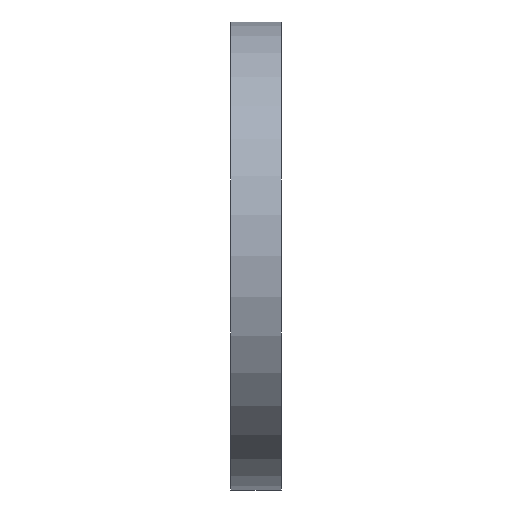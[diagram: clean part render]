
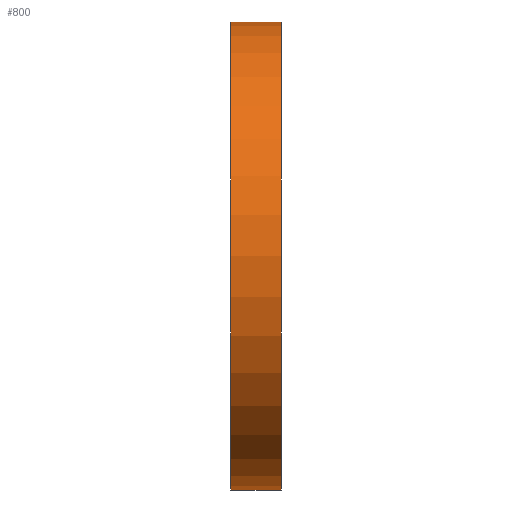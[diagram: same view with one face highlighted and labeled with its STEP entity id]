
A CAD part, front view. The second image highlights one B-rep face of the part: STEP entity #800.
In plain terms, the highlighted cylindrical face has radius 44.45 mm (diameter 88.9 mm), a partial arc.
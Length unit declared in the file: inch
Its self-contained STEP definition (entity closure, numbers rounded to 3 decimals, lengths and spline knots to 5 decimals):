
#14 = CARTESIAN_POINT ( 'NONE',  ( 0.07874, 0., -1.75 ) ) ;
#62 = CARTESIAN_POINT ( 'NONE',  ( 0.07874, 0., 0. ) ) ;
#74 = DIRECTION ( 'NONE',  ( 0., 0., 1. ) ) ;
#77 = ORIENTED_EDGE ( 'NONE', *, *, #873, .T. ) ;
#131 = CARTESIAN_POINT ( 'NONE',  ( 0.07874, 0., 1.75 ) ) ;
#157 = EDGE_LOOP ( 'NONE', ( #217, #864, #77, #331 ) ) ;
#185 = DIRECTION ( 'NONE',  ( 1., 0., 0. ) ) ;
#217 = ORIENTED_EDGE ( 'NONE', *, *, #355, .F. ) ;
#257 = AXIS2_PLACEMENT_3D ( 'NONE', #62, #430, #422 ) ;
#272 = LINE ( 'NONE', #14, #592 ) ;
#325 = VERTEX_POINT ( 'NONE', #944 ) ;
#331 = ORIENTED_EDGE ( 'NONE', *, *, #512, .T. ) ;
#355 = EDGE_CURVE ( 'NONE', #325, #389, #467, .T. ) ;
#363 = CIRCLE ( 'NONE', #453, 1.75 ) ;
#383 = AXIS2_PLACEMENT_3D ( 'NONE', #622, #696, #1028 ) ;
#389 = VERTEX_POINT ( 'NONE', #991 ) ;
#422 = DIRECTION ( 'NONE',  ( 0., 0., -1. ) ) ;
#430 = DIRECTION ( 'NONE',  ( 1., 0., 0. ) ) ;
#453 = AXIS2_PLACEMENT_3D ( 'NONE', #1083, #662, #74 ) ;
#467 = LINE ( 'NONE', #131, #939 ) ;
#481 = CYLINDRICAL_SURFACE ( 'NONE', #257, 1.75 ) ;
#512 = EDGE_CURVE ( 'NONE', #795, #389, #363, .T. ) ;
#592 = VECTOR ( 'NONE', #185, 39.37008 ) ;
#622 = CARTESIAN_POINT ( 'NONE',  ( 0.29626, 0., 0. ) ) ;
#662 = DIRECTION ( 'NONE',  ( -1., 0., 0. ) ) ;
#696 = DIRECTION ( 'NONE',  ( 1., 0., 0. ) ) ;
#795 = VERTEX_POINT ( 'NONE', #818 ) ;
#800 = ADVANCED_FACE ( 'NONE', ( #902 ), #481, .T. ) ;
#818 = CARTESIAN_POINT ( 'NONE',  ( 0.67126, 0., -1.75 ) ) ;
#852 = EDGE_CURVE ( 'NONE', #325, #921, #853, .T. ) ;
#853 = CIRCLE ( 'NONE', #383, 1.75 ) ;
#863 = DIRECTION ( 'NONE',  ( 1., 0., 0. ) ) ;
#864 = ORIENTED_EDGE ( 'NONE', *, *, #852, .T. ) ;
#873 = EDGE_CURVE ( 'NONE', #921, #795, #272, .T. ) ;
#902 = FACE_OUTER_BOUND ( 'NONE', #157, .T. ) ;
#921 = VERTEX_POINT ( 'NONE', #1042 ) ;
#939 = VECTOR ( 'NONE', #863, 39.37008 ) ;
#944 = CARTESIAN_POINT ( 'NONE',  ( 0.29626, 0., 1.75 ) ) ;
#991 = CARTESIAN_POINT ( 'NONE',  ( 0.67126, 0., 1.75 ) ) ;
#1028 = DIRECTION ( 'NONE',  ( 0., 0., -1. ) ) ;
#1042 = CARTESIAN_POINT ( 'NONE',  ( 0.29626, 0., -1.75 ) ) ;
#1083 = CARTESIAN_POINT ( 'NONE',  ( 0.67126, 0., 0. ) ) ;
